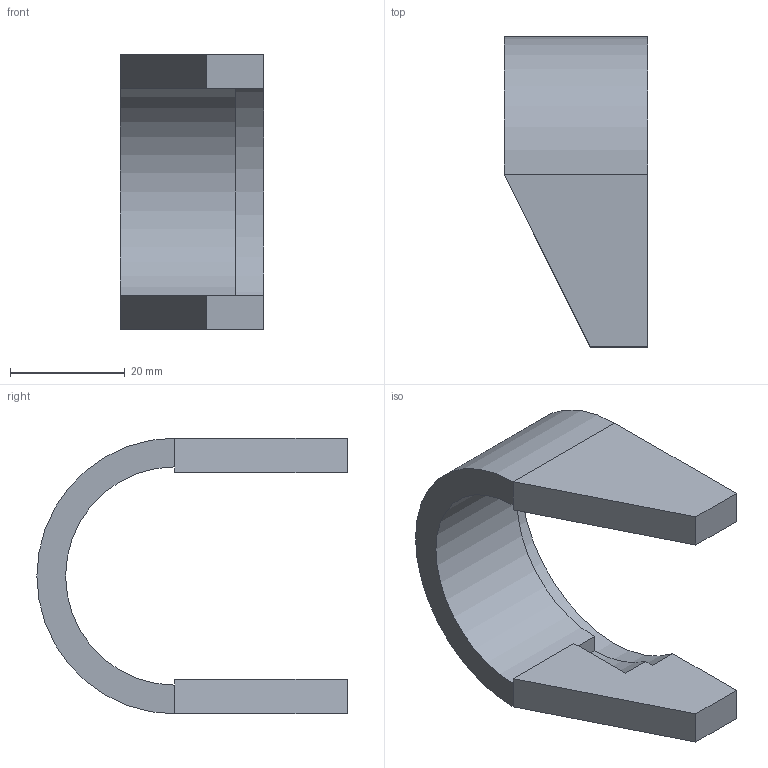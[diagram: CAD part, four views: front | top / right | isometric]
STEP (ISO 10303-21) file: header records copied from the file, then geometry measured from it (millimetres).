
FILE_DESCRIPTION(/* description */ (''),/* implementation_level */ '2;1');
FILE_NAME(/* name */ 'Nikon Labophot - Base adapter v2.step',/* time_stamp */ '2019-03-03T00:52:12+01:00',/* author */ ('emytass'),/* organization */ (''),/* preprocessor_version */ 'ST-DEVELOPER v17.2',/* originating_system */ 'Autodesk Translation Framework v7.6.0.251',/* authorisation */ '');
FILE_SCHEMA (('AUTOMOTIVE_DESIGN { 1 0 10303 214 3 1 1 }'));
Length unit declared in the file: millimetre
Products named in the file (1): Nikon Labophot - Base adapter
Bounding box: 25 x 54 x 48 mm (x, y, z)
Volume: 12590.9 mm3; surface area: 7177.6 mm2
Topology: 1 solids, 1 shells, 22 faces, 54 edges, 34 vertices
Faces by surface type: plane 17, cylinder 5
Entity records: 680 total; most frequent: CARTESIAN_POINT 111, DIRECTION 110, ORIENTED_EDGE 108, EDGE_CURVE 54, LINE 44, VECTOR 44, VERTEX_POINT 34, AXIS2_PLACEMENT_3D 33
